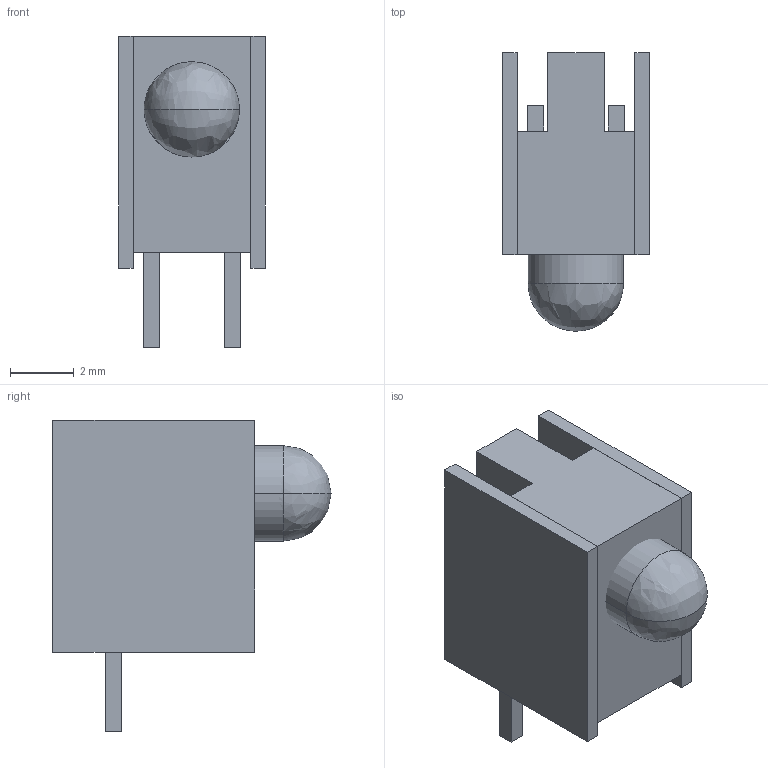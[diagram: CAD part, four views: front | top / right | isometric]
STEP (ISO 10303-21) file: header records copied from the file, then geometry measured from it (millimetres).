
FILE_DESCRIPTION (( 'STEP AP214' ), '1' );
FILE_NAME ('User Library-LEDd3RC.STEP', '2019-08-07T10:17:51', ( '' ), ( '' ), 'SwSTEP 2.0', 'SolidWorks 2019', '' );
FILE_SCHEMA (( 'AUTOMOTIVE_DESIGN' ));
Length unit declared in the file: millimetre
Products named in the file (17): User Library-LEDd3RC_355255760; User Library-LEDd3RC; User Library-LEDd3RC_355257936; User Library-LEDd3RC_355256144; User Library-LEDd3RC_355027824; User Library-LEDd3RC_Extruded2; User Library-LEDd3RC_Extruded1; User Library-LEDd3RC_Cylinder; User Library-LEDd3RC_355258448; User Library-LEDd3RC_Extruded; User Library-LEDd3RC_Sphere; User Library-LEDd3RC_355027376; User Library-LEDd3RC_Open CASCADE STEP translator 6.2 380.1; User Library-LEDd3RC_Extruded3
Assembly tree (19 placements, depth 4):
  User Library-LEDd3RC
    User Library-LEDd3RC_Open CASCADE STEP translator 6.2 380.1
      User Library-LEDd3RC_355027824
        User Library-LEDd3RC_Sphere
      User Library-LEDd3RC_355257936
        User Library-LEDd3RC_Extruded
      User Library-LEDd3RC_355257936
        User Library-LEDd3RC_Extruded
      User Library-LEDd3RC_355027376
        User Library-LEDd3RC_Cylinder
      User Library-LEDd3RC_355255760
        User Library-LEDd3RC_Extruded3
      User Library-LEDd3RC_355258448
        User Library-LEDd3RC_Extruded1
      User Library-LEDd3RC_355258448
        User Library-LEDd3RC_Extruded1
      User Library-LEDd3RC_355256144
        User Library-LEDd3RC_Extruded2
      User Library-LEDd3RC_355256144
        User Library-LEDd3RC_Extruded2
Bounding box: 4.62 x 8.76 x 9.8 mm (x, y, z)
Volume: 199.2 mm3; surface area: 477.1 mm2
Topology: 9 solids, 9 shells, 52 faces, 108 edges, 70 vertices
Faces by surface type: plane 48, bspline 2, cylinder 2
Entity records: 1466 total; most frequent: CARTESIAN_POINT 210, DIRECTION 202, ORIENTED_EDGE 136, AXIS2_PLACEMENT_3D 70, EDGE_CURVE 68, VECTOR 62, LINE 62, VERTEX_POINT 46
